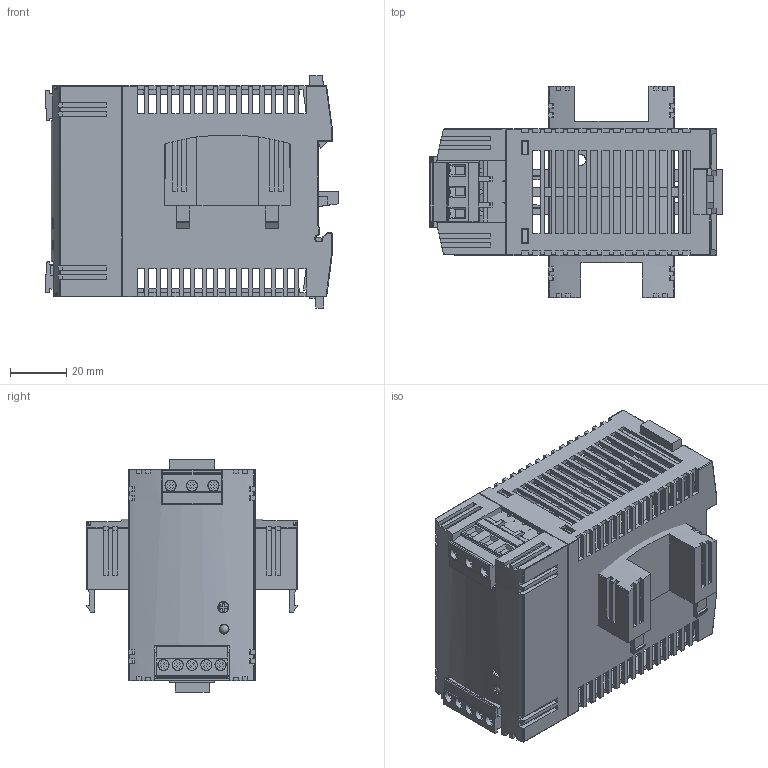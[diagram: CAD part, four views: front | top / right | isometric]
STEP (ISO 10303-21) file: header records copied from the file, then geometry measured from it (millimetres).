
FILE_DESCRIPTION( ( 'Unknown' ), '1' );
FILE_NAME( 'TCL 060-124.stp', 'Unknown', ( 'Unknown' ), ( 'Unknown' ), 'PSStep 13.0', 'Unknown', ' ' );
FILE_SCHEMA( ( 'AUTOMOTIVE_DESIGN { 1 0 10303 214 1 1 1 1 }' ) );
Length unit declared in the file: millimetre
Products named in the file (10): Assem1; 2460160-CHASSIS; 2460160-HOOD; 1912430; 1832536; 1766246-gray; 1923898; 24300145-DINSLIDE; 21500012-LED-G; 22200006-POT
Bounding box: 104.09 x 75 x 82.49 mm (x, y, z)
Volume: 128339.5 mm3; surface area: 147145.2 mm2
Topology: 18 solids, 18 shells, 4898 faces, 13810 edges, 8744 vertices
Faces by surface type: plane 4042, cylinder 638, sphere 166, cone 40, torus 8, bspline 4
Full cylindrical faces by diameter (mm): 0.305 x4, 0.5 x4, 0.508 x6, 3 x2, 3.708 x2, 3.861 x2, 5.41 x2, 6.401 x2, 6.502 x2
Entity records: 102054 total; most frequent: CARTESIAN_POINT 15172, ORIENTED_EDGE 13732, DIRECTION 12892, EDGE_CURVE 6866, LINE 5692, VECTOR 5692, VERTEX_POINT 4364, AXIS2_PLACEMENT_3D 3600
